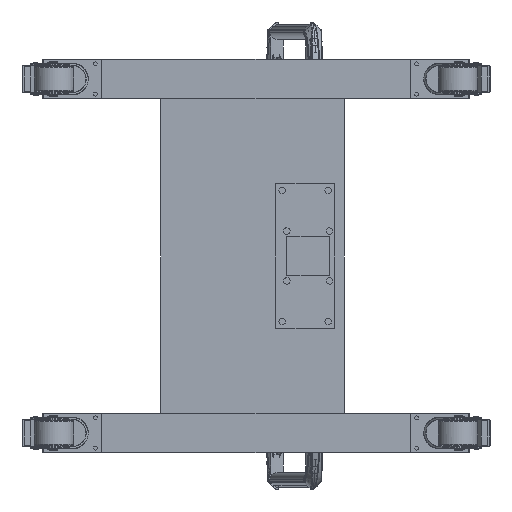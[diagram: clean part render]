
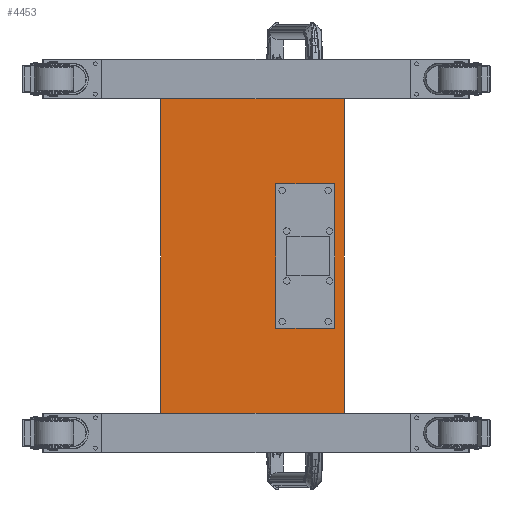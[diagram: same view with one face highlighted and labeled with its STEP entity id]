
A CAD part, front view. The second image highlights one B-rep face of the part: STEP entity #4453.
In plain terms, the highlighted free-form (B-spline) face has degree [1, 1] with [2, 2] control points.
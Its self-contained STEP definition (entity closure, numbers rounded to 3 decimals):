
#3636 = EDGE_CURVE('',#3637,#3639,#3641,.T.);
#3637 = VERTEX_POINT('',#3638);
#3638 = CARTESIAN_POINT('',(-99.401,-443.606,
    -266.602));
#3639 = VERTEX_POINT('',#3640);
#3640 = CARTESIAN_POINT('',(211.634,-443.606,
    -266.602));
#3641 = B_SPLINE_CURVE_WITH_KNOTS('',1,(#3642,#3643),.UNSPECIFIED.,.F.,
  .F.,(2,2),(-280.,0.),.PIECEWISE_BEZIER_KNOTS.);
#3642 = CARTESIAN_POINT('',(-99.401,-443.606,
    -266.602));
#3643 = CARTESIAN_POINT('',(211.634,-443.606,
    -266.602));
#3872 = VERTEX_POINT('',#3873);
#3873 = CARTESIAN_POINT('',(-99.401,-443.606,
    266.602));
#3878 = EDGE_CURVE('',#3872,#3879,#3881,.T.);
#3879 = VERTEX_POINT('',#3880);
#3880 = CARTESIAN_POINT('',(211.634,-443.606,
    266.602));
#3881 = B_SPLINE_CURVE_WITH_KNOTS('',1,(#3882,#3883),.UNSPECIFIED.,.F.,
  .F.,(2,2),(-280.,0.),.PIECEWISE_BEZIER_KNOTS.);
#3882 = CARTESIAN_POINT('',(-99.401,-443.606,
    266.602));
#3883 = CARTESIAN_POINT('',(211.634,-443.606,
    266.602));
#4108 = EDGE_CURVE('',#3639,#3879,#4109,.T.);
#4109 = B_SPLINE_CURVE_WITH_KNOTS('',1,(#4110,#4111),.UNSPECIFIED.,.F.,
  .F.,(2,2),(0.,480.),.PIECEWISE_BEZIER_KNOTS.);
#4110 = CARTESIAN_POINT('',(211.634,-443.606,
    -266.602));
#4111 = CARTESIAN_POINT('',(211.634,-443.606,
    266.602));
#4148 = EDGE_CURVE('',#3637,#3872,#4149,.T.);
#4149 = B_SPLINE_CURVE_WITH_KNOTS('',1,(#4150,#4151),.UNSPECIFIED.,.F.,
  .F.,(2,2),(0.,480.),.PIECEWISE_BEZIER_KNOTS.);
#4150 = CARTESIAN_POINT('',(-99.401,-443.606,
    -266.602));
#4151 = CARTESIAN_POINT('',(-99.401,-443.606,
    266.602));
#4453 = ADVANCED_FACE('',(#4454,#4484),#4490,.T.);
#4454 = FACE_BOUND('',#4455,.T.);
#4455 = EDGE_LOOP('',(#4456,#4465,#4472,#4479));
#4456 = ORIENTED_EDGE('',*,*,#4457,.T.);
#4457 = EDGE_CURVE('',#4458,#4460,#4462,.T.);
#4458 = VERTEX_POINT('',#4459);
#4459 = CARTESIAN_POINT('',(194.971,-443.606,
    -122.192));
#4460 = VERTEX_POINT('',#4461);
#4461 = CARTESIAN_POINT('',(94.996,-443.606,
    -122.192));
#4462 = B_SPLINE_CURVE_WITH_KNOTS('',1,(#4463,#4464),.UNSPECIFIED.,.F.,
  .F.,(2,2),(15.,105.),.PIECEWISE_BEZIER_KNOTS.);
#4463 = CARTESIAN_POINT('',(194.971,-443.606,
    -122.192));
#4464 = CARTESIAN_POINT('',(94.996,-443.606,
    -122.192));
#4465 = ORIENTED_EDGE('',*,*,#4466,.T.);
#4466 = EDGE_CURVE('',#4460,#4467,#4469,.T.);
#4467 = VERTEX_POINT('',#4468);
#4468 = CARTESIAN_POINT('',(94.996,-443.606,
    122.192));
#4469 = B_SPLINE_CURVE_WITH_KNOTS('',1,(#4470,#4471),.UNSPECIFIED.,.F.,
  .F.,(2,2),(130.,350.),.PIECEWISE_BEZIER_KNOTS.);
#4470 = CARTESIAN_POINT('',(94.996,-443.606,
    -122.192));
#4471 = CARTESIAN_POINT('',(94.996,-443.606,
    122.192));
#4472 = ORIENTED_EDGE('',*,*,#4473,.T.);
#4473 = EDGE_CURVE('',#4467,#4474,#4476,.T.);
#4474 = VERTEX_POINT('',#4475);
#4475 = CARTESIAN_POINT('',(194.971,-443.606,
    122.192));
#4476 = B_SPLINE_CURVE_WITH_KNOTS('',1,(#4477,#4478),.UNSPECIFIED.,.F.,
  .F.,(2,2),(-105.,-15.),.PIECEWISE_BEZIER_KNOTS.);
#4477 = CARTESIAN_POINT('',(94.996,-443.606,
    122.192));
#4478 = CARTESIAN_POINT('',(194.971,-443.606,
    122.192));
#4479 = ORIENTED_EDGE('',*,*,#4480,.T.);
#4480 = EDGE_CURVE('',#4474,#4458,#4481,.T.);
#4481 = B_SPLINE_CURVE_WITH_KNOTS('',1,(#4482,#4483),.UNSPECIFIED.,.F.,
  .F.,(2,2),(-350.,-130.),.PIECEWISE_BEZIER_KNOTS.);
#4482 = CARTESIAN_POINT('',(194.971,-443.606,
    122.192));
#4483 = CARTESIAN_POINT('',(194.971,-443.606,
    -122.192));
#4484 = FACE_BOUND('',#4485,.T.);
#4485 = EDGE_LOOP('',(#4486,#4487,#4488,#4489));
#4486 = ORIENTED_EDGE('',*,*,#4108,.T.);
#4487 = ORIENTED_EDGE('',*,*,#3878,.F.);
#4488 = ORIENTED_EDGE('',*,*,#4148,.F.);
#4489 = ORIENTED_EDGE('',*,*,#3636,.T.);
#4490 = B_SPLINE_SURFACE_WITH_KNOTS('',1,1,(
    (#4491,#4492)
    ,(#4493,#4494
    )),.UNSPECIFIED.,.F.,.F.,.F.,(2,2),(2,2),(-480.,0.),(-280.,
    0.),.PIECEWISE_BEZIER_KNOTS.);
#4491 = CARTESIAN_POINT('',(-99.401,-443.606,
    266.602));
#4492 = CARTESIAN_POINT('',(211.634,-443.606,
    266.602));
#4493 = CARTESIAN_POINT('',(-99.401,-443.606,
    -266.602));
#4494 = CARTESIAN_POINT('',(211.634,-443.606,
    -266.602));
